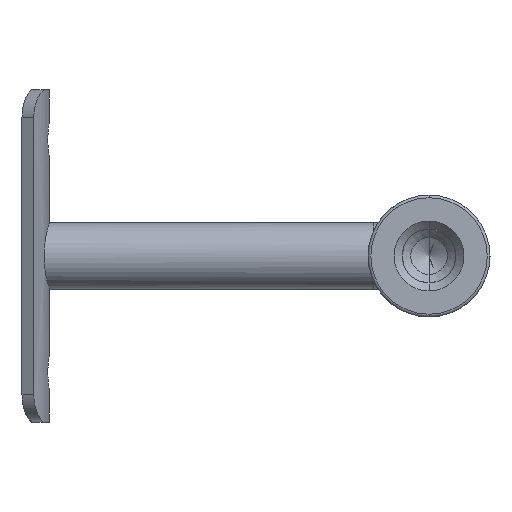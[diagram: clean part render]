
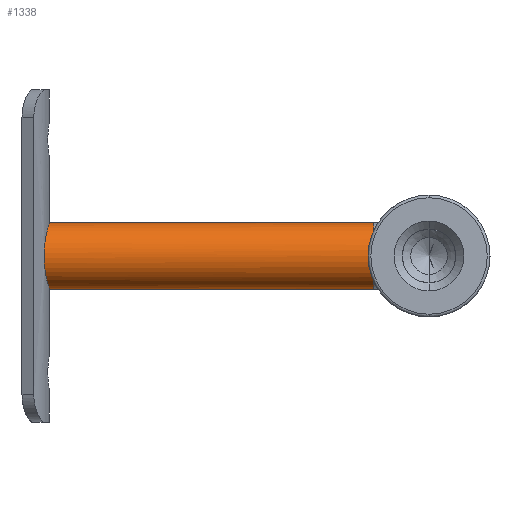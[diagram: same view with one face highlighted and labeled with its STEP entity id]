
A CAD part, left-side view. The second image highlights one B-rep face of the part: STEP entity #1338.
In plain terms, the highlighted cylindrical face has radius 6 mm (diameter 12 mm), a partial arc.
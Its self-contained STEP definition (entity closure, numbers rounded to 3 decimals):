
#84 = CARTESIAN_POINT ( 'NONE',  ( 67.385, 69.332, 2.123 ) ) ;
#85 = VERTEX_POINT ( 'NONE', #1421 ) ;
#101 = CARTESIAN_POINT ( 'NONE',  ( 67.039, 69.441, 0.786 ) ) ;
#258 = CARTESIAN_POINT ( 'NONE',  ( 71.058, 68.594, -5.691 ) ) ;
#281 = CARTESIAN_POINT ( 'NONE',  ( 68.619, 69.002, -4.104 ) ) ;
#286 = CARTESIAN_POINT ( 'NONE',  ( 72.601, 68.5, 6. ) ) ;
#358 = CYLINDRICAL_SURFACE ( 'NONE', #600, 6. ) ;
#375 = B_SPLINE_CURVE_WITH_KNOTS ( 'NONE', 3,
 ( #892, #1080, #664, #1090, #258, #1888, #880, #2500, #908, #281, #1899, #2293, #494, #2310, #1297, #486, #1680, #1488, #2485, #2104, #1925, #678, #101, #1709, #1103, #1909, #84, #705, #2575, #546, #1932, #764, #1743, #2153, #1360, #1148, #1166, #1770, #1569, #2517, #286, #1930 ),
 .UNSPECIFIED., .F., .F.,
 ( 4, 2, 2, 2, 2, 2, 2, 2, 2, 2, 2, 2, 2, 2, 2, 2, 2, 2, 2, 2, 4 ),
 ( 0.019, 0.02, 0.021, 0.022, 0.024, 0.024, 0.025, 0.026, 0.027, 0.028, 0.028, 0.029, 0.03, 0.031, 0.032, 0.033, 0.034, 0.034, 0.035, 0.037, 0.038 ),
 .UNSPECIFIED. ) ;
#411 = VECTOR ( 'NONE', #2265, 1000. ) ;
#447 = CARTESIAN_POINT ( 'NONE',  ( 67., 10., 0. ) ) ;
#486 = CARTESIAN_POINT ( 'NONE',  ( 67.308, 69.355, -1.939 ) ) ;
#494 = CARTESIAN_POINT ( 'NONE',  ( 68.122, 69.125, -3.499 ) ) ;
#522 = ORIENTED_EDGE ( 'NONE', *, *, #918, .T. ) ;
#542 = DIRECTION ( 'NONE',  ( 0., -1., 0. ) ) ;
#546 = CARTESIAN_POINT ( 'NONE',  ( 68.234, 69.095, 3.666 ) ) ;
#577 = DIRECTION ( 'NONE',  ( 0., 0., 1. ) ) ;
#600 = AXIS2_PLACEMENT_3D ( 'NONE', #2366, #2344, #577 ) ;
#605 = DIRECTION ( 'NONE',  ( 0., 1., 0. ) ) ;
#619 = LINE ( 'NONE', #1868, #411 ) ;
#664 = CARTESIAN_POINT ( 'NONE',  ( 72.212, 68.512, -5.961 ) ) ;
#678 = CARTESIAN_POINT ( 'NONE',  ( 67., 69.454, 0.395 ) ) ;
#705 = CARTESIAN_POINT ( 'NONE',  ( 67.61, 69.265, 2.665 ) ) ;
#724 = DIRECTION ( 'NONE',  ( 0., -1., 0. ) ) ;
#748 = DIRECTION ( 'NONE',  ( 0., 0., -1. ) ) ;
#764 = CARTESIAN_POINT ( 'NONE',  ( 68.893, 68.94, 4.379 ) ) ;
#790 = CARTESIAN_POINT ( 'NONE',  ( 73., 10., 0. ) ) ;
#812 = AXIS2_PLACEMENT_3D ( 'NONE', #861, #724, #1512 ) ;
#861 = CARTESIAN_POINT ( 'NONE',  ( 73., 10., 0. ) ) ;
#880 = CARTESIAN_POINT ( 'NONE',  ( 69.984, 68.734, -5.201 ) ) ;
#892 = CARTESIAN_POINT ( 'NONE',  ( 73., 68.5, -6. ) ) ;
#903 = CARTESIAN_POINT ( 'NONE',  ( 73., 68.5, 6. ) ) ;
#908 = CARTESIAN_POINT ( 'NONE',  ( 69.034, 68.909, -4.52 ) ) ;
#918 = EDGE_CURVE ( 'NONE', #85, #1082, #2233, .T. ) ;
#952 = CIRCLE ( 'NONE', #1616, 6. ) ;
#958 = CARTESIAN_POINT ( 'NONE',  ( 73., 10., -6. ) ) ;
#1001 = EDGE_CURVE ( 'NONE', #1748, #1342, #1275, .T. ) ;
#1080 = CARTESIAN_POINT ( 'NONE',  ( 72.607, 68.5, -6. ) ) ;
#1082 = VERTEX_POINT ( 'NONE', #903 ) ;
#1090 = CARTESIAN_POINT ( 'NONE',  ( 71.433, 68.56, -5.805 ) ) ;
#1103 = CARTESIAN_POINT ( 'NONE',  ( 67.203, 69.389, 1.56 ) ) ;
#1148 = CARTESIAN_POINT ( 'NONE',  ( 69.987, 68.733, 5.203 ) ) ;
#1166 = CARTESIAN_POINT ( 'NONE',  ( 70.33, 68.682, 5.387 ) ) ;
#1258 = ORIENTED_EDGE ( 'NONE', *, *, #2020, .F. ) ;
#1275 = CIRCLE ( 'NONE', #812, 6. ) ;
#1297 = CARTESIAN_POINT ( 'NONE',  ( 67.612, 69.265, -2.67 ) ) ;
#1326 = EDGE_LOOP ( 'NONE', ( #2473, #2611, #1258, #522, #1942 ) ) ;
#1338 = ADVANCED_FACE ( 'NONE', ( #2182 ), #358, .T. ) ;
#1342 = VERTEX_POINT ( 'NONE', #958 ) ;
#1345 = CARTESIAN_POINT ( 'NONE',  ( 73., 68.5, -6. ) ) ;
#1360 = CARTESIAN_POINT ( 'NONE',  ( 69.499, 68.819, 4.877 ) ) ;
#1421 = CARTESIAN_POINT ( 'NONE',  ( 73., 10., 6. ) ) ;
#1488 = CARTESIAN_POINT ( 'NONE',  ( 67.078, 69.428, -0.987 ) ) ;
#1495 = VECTOR ( 'NONE', #605, 1000. ) ;
#1512 = DIRECTION ( 'NONE',  ( 0., 0., -1. ) ) ;
#1569 = CARTESIAN_POINT ( 'NONE',  ( 71.437, 68.559, 5.806 ) ) ;
#1616 = AXIS2_PLACEMENT_3D ( 'NONE', #790, #542, #748 ) ;
#1680 = CARTESIAN_POINT ( 'NONE',  ( 67.194, 69.391, -1.564 ) ) ;
#1709 = CARTESIAN_POINT ( 'NONE',  ( 67.154, 69.404, 1.367 ) ) ;
#1743 = CARTESIAN_POINT ( 'NONE',  ( 69.038, 68.909, 4.51 ) ) ;
#1748 = VERTEX_POINT ( 'NONE', #447 ) ;
#1770 = CARTESIAN_POINT ( 'NONE',  ( 71.054, 68.595, 5.689 ) ) ;
#1771 = EDGE_CURVE ( 'NONE', #1999, #1082, #375, .T. ) ;
#1868 = CARTESIAN_POINT ( 'NONE',  ( 73., 10., -6. ) ) ;
#1888 = CARTESIAN_POINT ( 'NONE',  ( 70.335, 68.681, -5.39 ) ) ;
#1899 = CARTESIAN_POINT ( 'NONE',  ( 68.486, 69.033, -3.958 ) ) ;
#1909 = CARTESIAN_POINT ( 'NONE',  ( 67.318, 69.353, 1.938 ) ) ;
#1925 = CARTESIAN_POINT ( 'NONE',  ( 67., 69.454, -0.198 ) ) ;
#1930 = CARTESIAN_POINT ( 'NONE',  ( 73., 68.5, 6. ) ) ;
#1932 = CARTESIAN_POINT ( 'NONE',  ( 68.481, 69.033, 3.966 ) ) ;
#1942 = ORIENTED_EDGE ( 'NONE', *, *, #1771, .F. ) ;
#1999 = VERTEX_POINT ( 'NONE', #1345 ) ;
#2020 = EDGE_CURVE ( 'NONE', #85, #1748, #952, .T. ) ;
#2104 = CARTESIAN_POINT ( 'NONE',  ( 67.01, 69.45, -0.398 ) ) ;
#2153 = CARTESIAN_POINT ( 'NONE',  ( 69.341, 68.849, 4.759 ) ) ;
#2182 = FACE_OUTER_BOUND ( 'NONE', #1326, .T. ) ;
#2233 = LINE ( 'NONE', #2261, #1495 ) ;
#2261 = CARTESIAN_POINT ( 'NONE',  ( 73., 10., 6. ) ) ;
#2265 = DIRECTION ( 'NONE',  ( 0., 1., 0. ) ) ;
#2293 = CARTESIAN_POINT ( 'NONE',  ( 68.238, 69.095, -3.656 ) ) ;
#2310 = CARTESIAN_POINT ( 'NONE',  ( 67.798, 69.211, -3.015 ) ) ;
#2344 = DIRECTION ( 'NONE',  ( 0., 1., 0. ) ) ;
#2366 = CARTESIAN_POINT ( 'NONE',  ( 73., 10., 0. ) ) ;
#2473 = ORIENTED_EDGE ( 'NONE', *, *, #2612, .F. ) ;
#2485 = CARTESIAN_POINT ( 'NONE',  ( 67.049, 69.438, -0.792 ) ) ;
#2500 = CARTESIAN_POINT ( 'NONE',  ( 69.335, 68.847, -4.767 ) ) ;
#2517 = CARTESIAN_POINT ( 'NONE',  ( 72.209, 68.512, 5.961 ) ) ;
#2575 = CARTESIAN_POINT ( 'NONE',  ( 67.795, 69.212, 3.011 ) ) ;
#2611 = ORIENTED_EDGE ( 'NONE', *, *, #1001, .F. ) ;
#2612 = EDGE_CURVE ( 'NONE', #1342, #1999, #619, .T. ) ;
